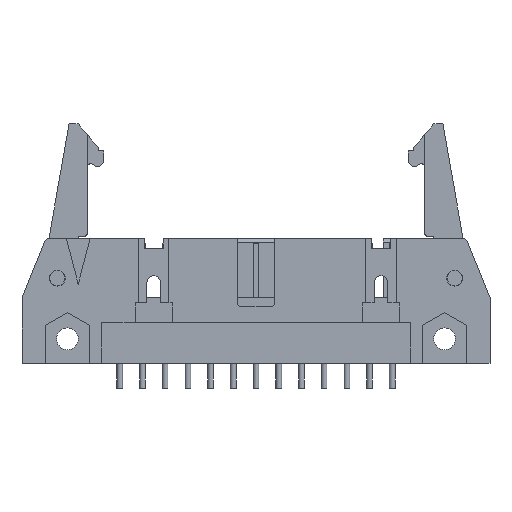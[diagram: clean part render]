
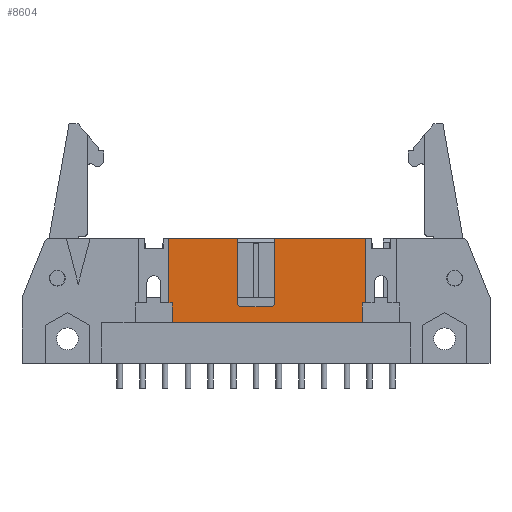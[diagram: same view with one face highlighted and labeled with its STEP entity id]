
A CAD part, front view. The second image highlights one B-rep face of the part: STEP entity #8604.
In plain terms, the highlighted planar face has unit normal (0, -1, 0).
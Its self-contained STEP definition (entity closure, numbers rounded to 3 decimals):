
#1347=DIRECTION('',(0.,0.,-1.));
#1348=VECTOR('',#1347,7.188);
#1349=CARTESIAN_POINT('',(-9.728,-4.001,6.604));
#1350=LINE('',#1349,#1348);
#1351=DIRECTION('',(-1.,0.,0.));
#1352=VECTOR('',#1351,7.633);
#1353=CARTESIAN_POINT('',(-2.096,-4.001,6.604));
#1354=LINE('',#1353,#1352);
#1355=DIRECTION('',(0.,0.,-1.));
#1356=VECTOR('',#1355,7.112);
#1357=CARTESIAN_POINT('',(-2.096,-4.001,6.604));
#1358=LINE('',#1357,#1356);
#1359=CARTESIAN_POINT('',(-1.588,-4.001,-0.508));
#1360=DIRECTION('',(0.,-1.,0.));
#1361=DIRECTION('',(-1.,0.,0.));
#1362=AXIS2_PLACEMENT_3D('',#1359,#1360,#1361);
#1364=DIRECTION('',(1.,0.,0.));
#1365=VECTOR('',#1364,3.175);
#1366=CARTESIAN_POINT('',(-1.588,-4.001,-1.016));
#1367=LINE('',#1366,#1365);
#1368=CARTESIAN_POINT('',(1.588,-4.001,-0.508));
#1369=DIRECTION('',(0.,-1.,0.));
#1370=DIRECTION('',(0.,0.,-1.));
#1371=AXIS2_PLACEMENT_3D('',#1368,#1369,#1370);
#1373=DIRECTION('',(0.,0.,-1.));
#1374=VECTOR('',#1373,7.112);
#1375=CARTESIAN_POINT('',(2.096,-4.001,6.604));
#1376=LINE('',#1375,#1374);
#1377=DIRECTION('',(-1.,0.,0.));
#1378=VECTOR('',#1377,10.173);
#1379=CARTESIAN_POINT('',(12.268,-4.001,6.604));
#1380=LINE('',#1379,#1378);
#1381=DIRECTION('',(0.,0.,-1.));
#1382=VECTOR('',#1381,7.188);
#1383=CARTESIAN_POINT('',(12.268,-4.001,6.604));
#1384=LINE('',#1383,#1382);
#1385=DIRECTION('',(-1.,0.,0.));
#1386=VECTOR('',#1385,0.368);
#1387=CARTESIAN_POINT('',(12.268,-4.001,-0.584));
#1388=LINE('',#1387,#1386);
#1389=DIRECTION('',(0.,0.,-1.));
#1390=VECTOR('',#1389,2.184);
#1391=CARTESIAN_POINT('',(11.9,-4.001,-0.584));
#1392=LINE('',#1391,#1390);
#1393=DIRECTION('',(1.,0.,0.));
#1394=VECTOR('',#1393,21.26);
#1395=CARTESIAN_POINT('',(-9.36,-4.001,-2.769));
#1396=LINE('',#1395,#1394);
#1397=DIRECTION('',(0.,0.,1.));
#1398=VECTOR('',#1397,2.184);
#1399=CARTESIAN_POINT('',(-9.36,-4.001,-2.769));
#1400=LINE('',#1399,#1398);
#1401=DIRECTION('',(-1.,0.,0.));
#1402=VECTOR('',#1401,0.368);
#1403=CARTESIAN_POINT('',(-9.36,-4.001,-0.584));
#1404=LINE('',#1403,#1402);
#5362=CARTESIAN_POINT('',(-2.096,-4.001,6.604));
#5363=CARTESIAN_POINT('',(-2.096,-4.001,-0.508));
#5364=VERTEX_POINT('',#5362);
#5365=VERTEX_POINT('',#5363);
#5366=CARTESIAN_POINT('',(-1.588,-4.001,-1.016));
#5367=VERTEX_POINT('',#5366);
#5368=CARTESIAN_POINT('',(1.588,-4.001,-1.016));
#5369=VERTEX_POINT('',#5368);
#5370=CARTESIAN_POINT('',(2.096,-4.001,-0.508));
#5371=VERTEX_POINT('',#5370);
#5372=CARTESIAN_POINT('',(2.096,-4.001,6.604));
#5373=VERTEX_POINT('',#5372);
#5738=CARTESIAN_POINT('',(11.9,-4.001,-0.584));
#5739=VERTEX_POINT('',#5738);
#6234=CARTESIAN_POINT('',(12.268,-4.001,6.604));
#6235=CARTESIAN_POINT('',(12.268,-4.001,-0.584));
#6236=VERTEX_POINT('',#6234);
#6237=VERTEX_POINT('',#6235);
#6297=CARTESIAN_POINT('',(11.9,-4.001,-2.769));
#6299=VERTEX_POINT('',#6297);
#6330=CARTESIAN_POINT('',(-9.36,-4.001,-2.769));
#6331=CARTESIAN_POINT('',(-9.36,-4.001,-0.584));
#6332=VERTEX_POINT('',#6330);
#6333=VERTEX_POINT('',#6331);
#6458=CARTESIAN_POINT('',(-9.728,-4.001,6.604));
#6459=CARTESIAN_POINT('',(-9.728,-4.001,-0.584));
#6460=VERTEX_POINT('',#6458);
#6461=VERTEX_POINT('',#6459);
#8572=CARTESIAN_POINT('',(0.,-4.001,0.));
#8573=DIRECTION('',(0.,-1.,0.));
#8574=DIRECTION('',(1.,0.,0.));
#8575=AXIS2_PLACEMENT_3D('',#8572,#8573,#8574);
#8576=PLANE('',#8575);
#8578=ORIENTED_EDGE('',*,*,#8577,.F.);
#8579=ORIENTED_EDGE('',*,*,#8244,.F.);
#8581=ORIENTED_EDGE('',*,*,#8580,.T.);
#8583=ORIENTED_EDGE('',*,*,#8582,.T.);
#8585=ORIENTED_EDGE('',*,*,#8584,.T.);
#8587=ORIENTED_EDGE('',*,*,#8586,.T.);
#8588=ORIENTED_EDGE('',*,*,#8467,.F.);
#8589=ORIENTED_EDGE('',*,*,#8067,.F.);
#8591=ORIENTED_EDGE('',*,*,#8590,.T.);
#8593=ORIENTED_EDGE('',*,*,#8592,.T.);
#8595=ORIENTED_EDGE('',*,*,#8594,.T.);
#8597=ORIENTED_EDGE('',*,*,#8596,.F.);
#8599=ORIENTED_EDGE('',*,*,#8598,.T.);
#8601=ORIENTED_EDGE('',*,*,#8600,.T.);
#8602=EDGE_LOOP('',(#8578,#8579,#8581,#8583,#8585,#8587,#8588,#8589,#8591,#8593,
#8595,#8597,#8599,#8601));
#8603=FACE_OUTER_BOUND('',#8602,.F.);
#1363=CIRCLE('',#1362,0.508);
#1372=CIRCLE('',#1371,0.508);
#8067=EDGE_CURVE('',#6236,#5373,#1380,.T.);
#8244=EDGE_CURVE('',#5364,#6460,#1354,.T.);
#8467=EDGE_CURVE('',#5373,#5371,#1376,.T.);
#8577=EDGE_CURVE('',#6460,#6461,#1350,.T.);
#8580=EDGE_CURVE('',#5364,#5365,#1358,.T.);
#8582=EDGE_CURVE('',#5365,#5367,#1363,.T.);
#8584=EDGE_CURVE('',#5367,#5369,#1367,.T.);
#8586=EDGE_CURVE('',#5369,#5371,#1372,.T.);
#8590=EDGE_CURVE('',#6236,#6237,#1384,.T.);
#8592=EDGE_CURVE('',#6237,#5739,#1388,.T.);
#8594=EDGE_CURVE('',#5739,#6299,#1392,.T.);
#8596=EDGE_CURVE('',#6332,#6299,#1396,.T.);
#8598=EDGE_CURVE('',#6332,#6333,#1400,.T.);
#8600=EDGE_CURVE('',#6333,#6461,#1404,.T.);
#8604=ADVANCED_FACE('',(#8603),#8576,.T.);
